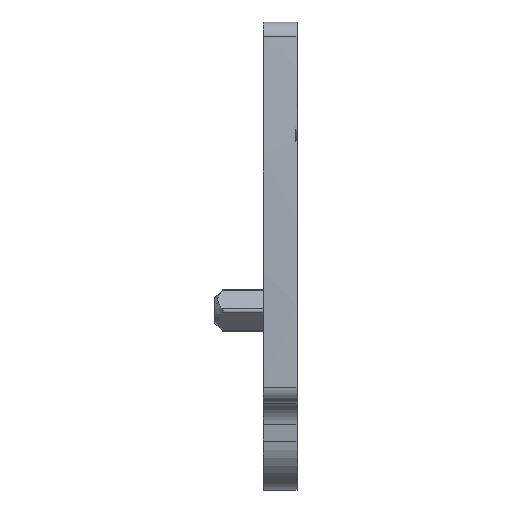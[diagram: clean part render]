
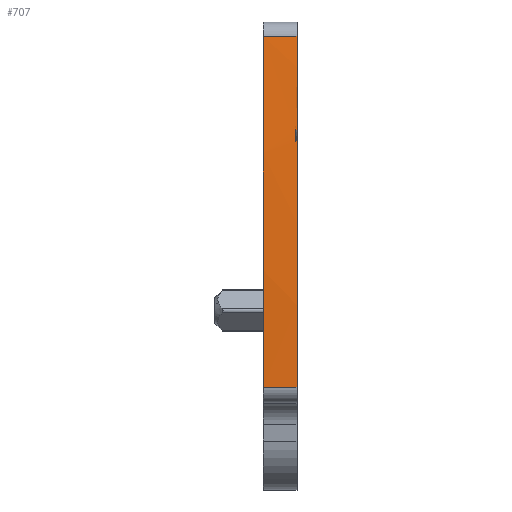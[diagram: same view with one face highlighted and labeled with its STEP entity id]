
A CAD part, front view. The second image highlights one B-rep face of the part: STEP entity #707.
In plain terms, the highlighted cylindrical face has radius 154.9 mm (diameter 309.8 mm), a partial arc.
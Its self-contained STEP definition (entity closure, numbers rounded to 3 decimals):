
#198=AXIS2_PLACEMENT_3D('Circle Axis2P3D',#196,#197,$) ;
#655=AXIS2_PLACEMENT_3D('Cylinder Axis2P3D',#652,#653,#654) ;
#659=AXIS2_PLACEMENT_3D('Circle Axis2P3D',#657,#658,$) ;
#675=AXIS2_PLACEMENT_3D('Circle Axis2P3D',#673,#674,$) ;
#687=AXIS2_PLACEMENT_3D('Circle Axis2P3D',#685,#686,$) ;
#193=CARTESIAN_POINT('Vertex',(3.,0.042,6.377)) ;
#196=CARTESIAN_POINT('Axis2P3D Location',(3.,154.9,10.)) ;
#200=CARTESIAN_POINT('Vertex',(3.,1.075,28.218)) ;
#632=CARTESIAN_POINT('Line Origine',(4.05,1.075,28.218)) ;
#636=CARTESIAN_POINT('Vertex',(5.1,1.075,28.218)) ;
#652=CARTESIAN_POINT('Axis2P3D Location',(4.05,154.9,10.)) ;
#657=CARTESIAN_POINT('Axis2P3D Location',(5.,154.9,10.)) ;
#661=CARTESIAN_POINT('Vertex',(5.,0.497,22.4)) ;
#663=CARTESIAN_POINT('Vertex',(5.,0.442,21.7)) ;
#666=CARTESIAN_POINT('Line Origine',(4.05,0.497,22.4)) ;
#670=CARTESIAN_POINT('Vertex',(5.1,0.497,22.4)) ;
#673=CARTESIAN_POINT('Axis2P3D Location',(5.1,154.9,10.)) ;
#678=CARTESIAN_POINT('Line Origine',(4.05,0.042,6.377)) ;
#682=CARTESIAN_POINT('Vertex',(5.1,0.042,6.377)) ;
#685=CARTESIAN_POINT('Axis2P3D Location',(5.1,154.9,10.)) ;
#689=CARTESIAN_POINT('Vertex',(5.1,0.442,21.7)) ;
#692=CARTESIAN_POINT('Line Origine',(4.05,0.442,21.7)) ;
#197=DIRECTION('Axis2P3D Direction',(1.,0.,0.)) ;
#633=DIRECTION('Vector Direction',(1.,0.,0.)) ;
#653=DIRECTION('Axis2P3D Direction',(1.,0.,0.)) ;
#654=DIRECTION('Axis2P3D XDirection',(0.,-0.993,0.118)) ;
#658=DIRECTION('Axis2P3D Direction',(1.,0.,0.)) ;
#667=DIRECTION('Vector Direction',(1.,0.,0.)) ;
#674=DIRECTION('Axis2P3D Direction',(1.,0.,0.)) ;
#679=DIRECTION('Vector Direction',(1.,0.,0.)) ;
#686=DIRECTION('Axis2P3D Direction',(1.,0.,0.)) ;
#693=DIRECTION('Vector Direction',(1.,0.,0.)) ;
#634=VECTOR('Line Direction',#633,1.) ;
#668=VECTOR('Line Direction',#667,1.) ;
#680=VECTOR('Line Direction',#679,1.) ;
#694=VECTOR('Line Direction',#693,1.) ;
#698=ORIENTED_EDGE('',*,*,#665,.F.) ;
#699=ORIENTED_EDGE('',*,*,#672,.F.) ;
#700=ORIENTED_EDGE('',*,*,#677,.F.) ;
#701=ORIENTED_EDGE('',*,*,#638,.F.) ;
#702=ORIENTED_EDGE('',*,*,#202,.T.) ;
#703=ORIENTED_EDGE('',*,*,#684,.T.) ;
#704=ORIENTED_EDGE('',*,*,#691,.F.) ;
#705=ORIENTED_EDGE('',*,*,#696,.T.) ;
#707=ADVANCED_FACE('A_EP_2C_2-5',(#706),#656,.T.) ;
#199=CIRCLE('generated circle',#198,154.9) ;
#660=CIRCLE('generated circle',#659,154.9) ;
#676=CIRCLE('generated circle',#675,154.9) ;
#688=CIRCLE('generated circle',#687,154.9) ;
#656=CYLINDRICAL_SURFACE('generated cylinder',#655,154.9) ;
#202=EDGE_CURVE('',#201,#194,#199,.T.) ;
#638=EDGE_CURVE('',#201,#637,#635,.T.) ;
#665=EDGE_CURVE('',#662,#664,#660,.T.) ;
#672=EDGE_CURVE('',#671,#662,#669,.F.) ;
#677=EDGE_CURVE('',#637,#671,#676,.T.) ;
#684=EDGE_CURVE('',#194,#683,#681,.T.) ;
#691=EDGE_CURVE('',#690,#683,#688,.T.) ;
#696=EDGE_CURVE('',#690,#664,#695,.F.) ;
#697=EDGE_LOOP('',(#698,#699,#700,#701,#702,#703,#704,#705)) ;
#706=FACE_OUTER_BOUND('',#697,.T.) ;
#635=LINE('Line',#632,#634) ;
#669=LINE('Line',#666,#668) ;
#681=LINE('Line',#678,#680) ;
#695=LINE('Line',#692,#694) ;
#194=VERTEX_POINT('',#193) ;
#201=VERTEX_POINT('',#200) ;
#637=VERTEX_POINT('',#636) ;
#662=VERTEX_POINT('',#661) ;
#664=VERTEX_POINT('',#663) ;
#671=VERTEX_POINT('',#670) ;
#683=VERTEX_POINT('',#682) ;
#690=VERTEX_POINT('',#689) ;
